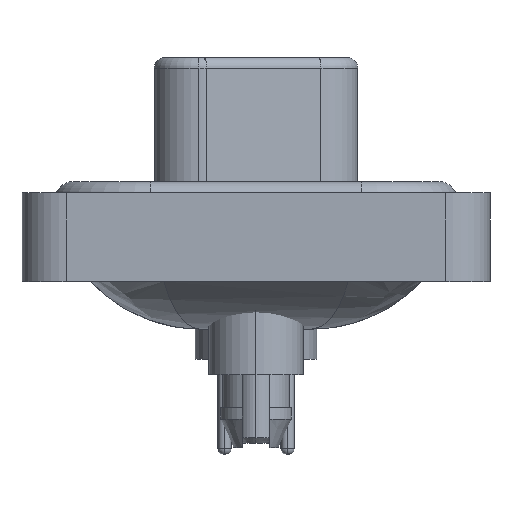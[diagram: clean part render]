
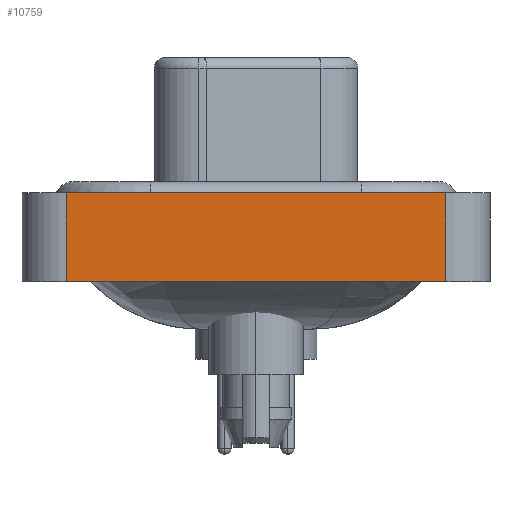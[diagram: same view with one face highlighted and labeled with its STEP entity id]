
A CAD part, left-side view. The second image highlights one B-rep face of the part: STEP entity #10759.
In plain terms, the highlighted planar face has unit normal (-1, 0, 0).
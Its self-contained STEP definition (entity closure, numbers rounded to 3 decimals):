
#365 = FACE_OUTER_BOUND ( 'NONE', #24537, .T. ) ;
#3691 = VECTOR ( 'NONE', #11448, 1000. ) ;
#5424 = VECTOR ( 'NONE', #27395, 1000. ) ;
#7173 = CARTESIAN_POINT ( 'NONE',  ( -7.35, -8.55, -3.6 ) ) ;
#7771 = DIRECTION ( 'NONE',  ( 0., -1., 0. ) ) ;
#8048 = LINE ( 'NONE', #16727, #9972 ) ;
#8063 = EDGE_CURVE ( 'NONE', #21779, #23782, #27251, .T. ) ;
#8585 = ORIENTED_EDGE ( 'NONE', *, *, #23439, .T. ) ;
#9972 = VECTOR ( 'NONE', #7771, 1000. ) ;
#10759 = ADVANCED_FACE ( 'NONE', ( #365 ), #11586, .T. ) ;
#11448 = DIRECTION ( 'NONE',  ( 0., 0., 1. ) ) ;
#11586 = PLANE ( 'NONE',  #25139 ) ;
#12015 = ORIENTED_EDGE ( 'NONE', *, *, #8063, .T. ) ;
#12021 = ORIENTED_EDGE ( 'NONE', *, *, #19013, .F. ) ;
#12152 = CARTESIAN_POINT ( 'NONE',  ( -7.35, -8.55, -3.6 ) ) ;
#13574 = CARTESIAN_POINT ( 'NONE',  ( -7.35, 8.55, -3.6 ) ) ;
#15287 = LINE ( 'NONE', #7173, #19519 ) ;
#16727 = CARTESIAN_POINT ( 'NONE',  ( -7.35, -8.55, 0.4 ) ) ;
#16871 = ORIENTED_EDGE ( 'NONE', *, *, #26631, .F. ) ;
#17493 = VERTEX_POINT ( 'NONE', #23489 ) ;
#17870 = DIRECTION ( 'NONE',  ( -1., 0., 0. ) ) ;
#18455 = CARTESIAN_POINT ( 'NONE',  ( -7.35, 8.55, 0.4 ) ) ;
#19013 = EDGE_CURVE ( 'NONE', #24123, #23782, #8048, .T. ) ;
#19519 = VECTOR ( 'NONE', #26056, 1000. ) ;
#20242 = CARTESIAN_POINT ( 'NONE',  ( -7.35, -8.55, -3.6 ) ) ;
#21779 = VERTEX_POINT ( 'NONE', #12152 ) ;
#23000 = CARTESIAN_POINT ( 'NONE',  ( -7.35, -8.55, -3.6 ) ) ;
#23439 = EDGE_CURVE ( 'NONE', #17493, #21779, #15287, .T. ) ;
#23478 = CARTESIAN_POINT ( 'NONE',  ( -7.35, -8.55, 0.4 ) ) ;
#23489 = CARTESIAN_POINT ( 'NONE',  ( -7.35, 8.55, -3.6 ) ) ;
#23782 = VERTEX_POINT ( 'NONE', #23478 ) ;
#24123 = VERTEX_POINT ( 'NONE', #18455 ) ;
#24220 = DIRECTION ( 'NONE',  ( 0., 0., 1. ) ) ;
#24537 = EDGE_LOOP ( 'NONE', ( #12015, #12021, #16871, #8585 ) ) ;
#25139 = AXIS2_PLACEMENT_3D ( 'NONE', #20242, #17870, #24220 ) ;
#26056 = DIRECTION ( 'NONE',  ( 0., -1., 0. ) ) ;
#26631 = EDGE_CURVE ( 'NONE', #17493, #24123, #26764, .T. ) ;
#26764 = LINE ( 'NONE', #13574, #3691 ) ;
#27251 = LINE ( 'NONE', #23000, #5424 ) ;
#27395 = DIRECTION ( 'NONE',  ( 0., 0., 1. ) ) ;
